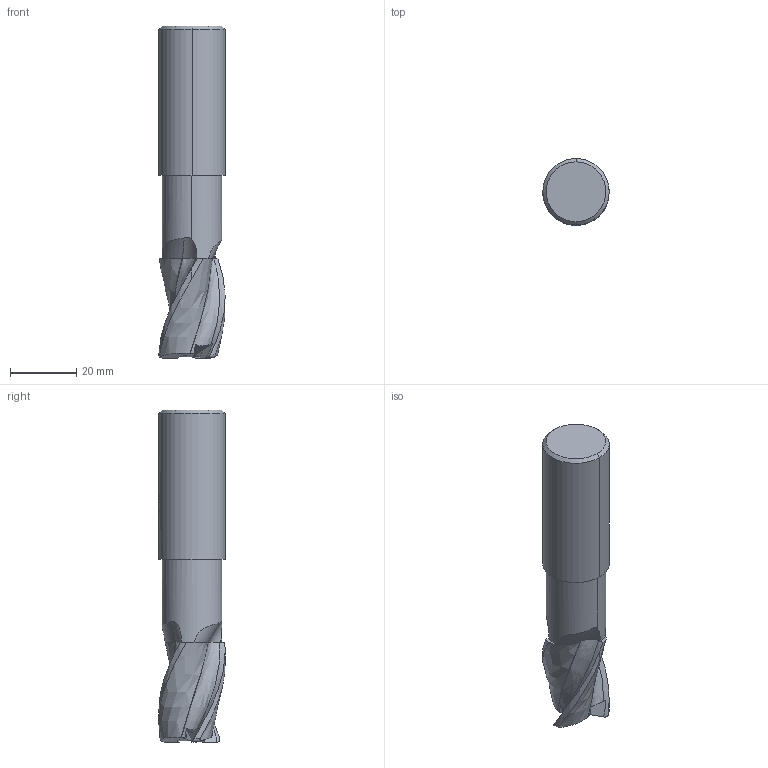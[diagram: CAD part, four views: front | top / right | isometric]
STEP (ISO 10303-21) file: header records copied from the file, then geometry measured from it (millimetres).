
FILE_DESCRIPTION(('no description'),'unknown implementation level');
FILE_NAME('solidCDZ_0sSOFurixux9hnqKRP9eRVs_1.STP',' ',('CIM GmbH Aachen'),('CADClick - KiM GmbH - www.kimweb.de'),'unknown preprocess','ACIS','unknown authorization');
FILE_SCHEMA(('automotive_design'));
Length unit declared in the file: millimetre
Products named in the file (2): 1; 2
Bounding box: 20 x 20 x 100 mm (x, y, z)
Volume: 25180.8 mm3; surface area: 8421.9 mm2
Topology: 2 solids, 2 shells, 88 faces, 256 edges, 172 vertices
Faces by surface type: plane 39, cylinder 15, bspline 15, revolution 9, cone 7, torus 3
Entity records: 10419 total; most frequent: CARTESIAN_POINT 5352, STYLED_ITEM 518, PRESENTATION_STYLE_ASSIGNMENT 518, COLOUR_RGB 518, ORIENTED_EDGE 512, DIRECTION 378, EDGE_CURVE 256, CURVE_STYLE 256
